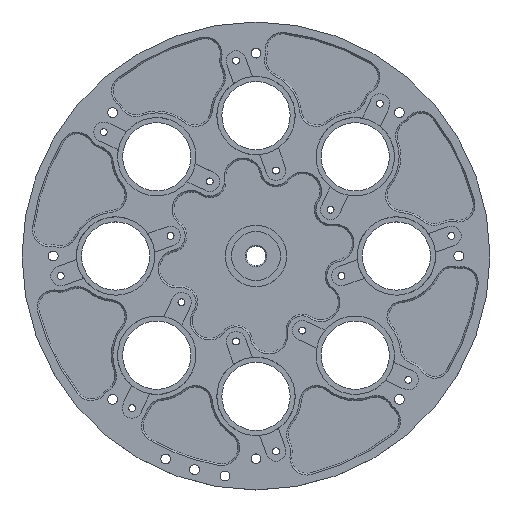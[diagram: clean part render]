
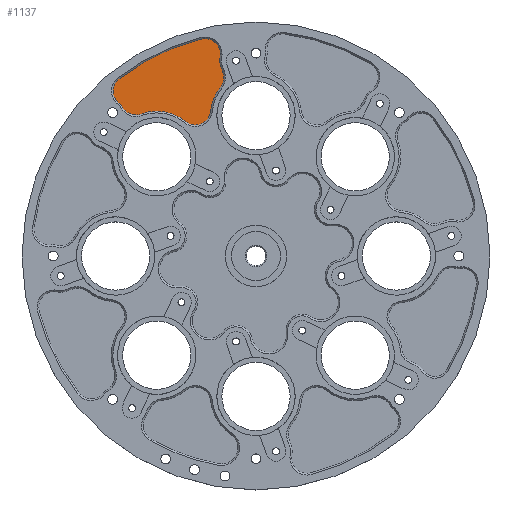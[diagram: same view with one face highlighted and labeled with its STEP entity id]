
A CAD part, top view. The second image highlights one B-rep face of the part: STEP entity #1137.
In plain terms, the highlighted planar face has unit normal (0, 0, 1).
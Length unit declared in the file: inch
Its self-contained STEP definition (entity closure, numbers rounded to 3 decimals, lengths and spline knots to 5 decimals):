
#2 = VERTEX_POINT ( 'NONE', #9010 ) ;
#92 = EDGE_CURVE ( 'NONE', #2, #4314, #10980, .T. ) ;
#187 = EDGE_CURVE ( 'NONE', #1510, #8132, #7616, .T. ) ;
#302 = CIRCLE ( 'NONE', #12043, 0.5825 ) ;
#492 = DIRECTION ( 'NONE',  ( 0., -1., 0. ) ) ;
#541 = AXIS2_PLACEMENT_3D ( 'NONE', #6992, #4872, #10285 ) ;
#609 = VECTOR ( 'NONE', #12631, 39.37008 ) ;
#610 = ORIENTED_EDGE ( 'NONE', *, *, #2360, .F. ) ;
#626 = VERTEX_POINT ( 'NONE', #3746 ) ;
#672 = EDGE_LOOP ( 'NONE', ( #6647, #6771, #13634, #610, #6631, #2488, #2016, #4936, #9180, #7041, #7531, #12150, #10277 ) ) ;
#875 = DIRECTION ( 'NONE',  ( 0., 0., -1. ) ) ;
#1003 = CARTESIAN_POINT ( 'NONE',  ( -1.54083, 1.80793, 0.08 ) ) ;
#1093 = CIRCLE ( 'NONE', #9861, 0.2 ) ;
#1137 = ADVANCED_FACE ( 'NONE', ( #2316 ), #10396, .F. ) ;
#1398 = DIRECTION ( 'NONE',  ( 0., 0., -1. ) ) ;
#1401 = DIRECTION ( 'NONE',  ( 0., 0., -1. ) ) ;
#1510 = VERTEX_POINT ( 'NONE', #5797 ) ;
#1517 = AXIS2_PLACEMENT_3D ( 'NONE', #6065, #8058, #9193 ) ;
#1752 = DIRECTION ( 'NONE',  ( 0., -1., 0. ) ) ;
#2016 = ORIENTED_EDGE ( 'NONE', *, *, #92, .F. ) ;
#2047 = AXIS2_PLACEMENT_3D ( 'NONE', #13213, #1401, #6670 ) ;
#2316 = FACE_OUTER_BOUND ( 'NONE', #672, .T. ) ;
#2360 = EDGE_CURVE ( 'NONE', #3636, #13675, #1093, .T. ) ;
#2460 = EDGE_CURVE ( 'NONE', #6370, #13964, #10721, .T. ) ;
#2466 = CARTESIAN_POINT ( 'NONE',  ( -0.45948, 2.5472, 0.08 ) ) ;
#2488 = ORIENTED_EDGE ( 'NONE', *, *, #8819, .F. ) ;
#2574 = VERTEX_POINT ( 'NONE', #6126 ) ;
#2626 = CARTESIAN_POINT ( 'NONE',  ( -0.45513, 2.16351, 0.08 ) ) ;
#2650 = CARTESIAN_POINT ( 'NONE',  ( -0.25642, 2.50449, 0.08 ) ) ;
#3499 = CARTESIAN_POINT ( 'NONE',  ( -1.75296, 1.95246, 0.08 ) ) ;
#3636 = VERTEX_POINT ( 'NONE', #3862 ) ;
#3746 = CARTESIAN_POINT ( 'NONE',  ( -0.45141, 2.43352, 0.08 ) ) ;
#3862 = CARTESIAN_POINT ( 'NONE',  ( -0.70428, 2.78225, 0.08 ) ) ;
#4034 = AXIS2_PLACEMENT_3D ( 'NONE', #5755, #6871, #4593 ) ;
#4314 = VERTEX_POINT ( 'NONE', #3499 ) ;
#4329 = DIRECTION ( 'NONE',  ( 0., -1., 0. ) ) ;
#4330 = EDGE_CURVE ( 'NONE', #13675, #626, #4562, .T. ) ;
#4464 = CARTESIAN_POINT ( 'NONE',  ( -0.6552, 2.58836, 0.08 ) ) ;
#4562 = CIRCLE ( 'NONE', #8410, 0.2075 ) ;
#4593 = DIRECTION ( 'NONE',  ( 0., -1., 0. ) ) ;
#4648 = DIRECTION ( 'NONE',  ( 0., 0., -1. ) ) ;
#4774 = CARTESIAN_POINT ( 'NONE',  ( -1.54083, 2.00793, 0.08 ) ) ;
#4872 = DIRECTION ( 'NONE',  ( 0., 0., -1. ) ) ;
#4936 = ORIENTED_EDGE ( 'NONE', *, *, #10116, .F. ) ;
#5052 = CARTESIAN_POINT ( 'NONE',  ( -0.43744, 2.39513, 0.08 ) ) ;
#5554 = CARTESIAN_POINT ( 'NONE',  ( -0.57949, 1.85908, 0.08 ) ) ;
#5684 = DIRECTION ( 'NONE',  ( 0., 0., 1. ) ) ;
#5755 = CARTESIAN_POINT ( 'NONE',  ( -1.54083, 2.00793, 0.08 ) ) ;
#5797 = CARTESIAN_POINT ( 'NONE',  ( -0.42346, 2.35674, 0.08 ) ) ;
#5878 = CIRCLE ( 'NONE', #12410, 0.2 ) ;
#5903 = DIRECTION ( 'NONE',  ( 0., 0., -1. ) ) ;
#5926 = AXIS2_PLACEMENT_3D ( 'NONE', #11083, #5684, #7080 ) ;
#5937 = EDGE_CURVE ( 'NONE', #9121, #2574, #5878, .T. ) ;
#6065 = CARTESIAN_POINT ( 'NONE',  ( -0.6114, 2.28833, 0.08 ) ) ;
#6104 = EDGE_CURVE ( 'NONE', #2574, #13981, #9616, .T. ) ;
#6126 = CARTESIAN_POINT ( 'NONE',  ( -0.77846, 1.67937, 0.08 ) ) ;
#6306 = CARTESIAN_POINT ( 'NONE',  ( -1.75525, 2.27068, 0.08 ) ) ;
#6370 = VERTEX_POINT ( 'NONE', #6630 ) ;
#6630 = CARTESIAN_POINT ( 'NONE',  ( -1.47232, 1.82003, 0.08 ) ) ;
#6631 = ORIENTED_EDGE ( 'NONE', *, *, #12248, .F. ) ;
#6647 = ORIENTED_EDGE ( 'NONE', *, *, #187, .F. ) ;
#6670 = DIRECTION ( 'NONE',  ( 0., -1., 0. ) ) ;
#6771 = ORIENTED_EDGE ( 'NONE', *, *, #13489, .T. ) ;
#6829 = AXIS2_PLACEMENT_3D ( 'NONE', #12383, #5903, #13441 ) ;
#6871 = DIRECTION ( 'NONE',  ( 0., 0., -1. ) ) ;
#6991 = DIRECTION ( 'NONE',  ( 0., 0., -1. ) ) ;
#6992 = CARTESIAN_POINT ( 'NONE',  ( 0., 0., 0.08 ) ) ;
#7041 = ORIENTED_EDGE ( 'NONE', *, *, #12334, .T. ) ;
#7080 = DIRECTION ( 'NONE',  ( 0., -1., 0. ) ) ;
#7531 = ORIENTED_EDGE ( 'NONE', *, *, #6104, .F. ) ;
#7616 = CIRCLE ( 'NONE', #1517, 0.2 ) ;
#8058 = DIRECTION ( 'NONE',  ( 0., 0., -1. ) ) ;
#8132 = VERTEX_POINT ( 'NONE', #2626 ) ;
#8159 = DIRECTION ( 'NONE',  ( 0., -1., 0. ) ) ;
#8190 = DIRECTION ( 'NONE',  ( 0., 0., 1. ) ) ;
#8250 = CARTESIAN_POINT ( 'NONE',  ( -1.27277, 1.27277, 0.08 ) ) ;
#8400 = CARTESIAN_POINT ( 'NONE',  ( -0.9048, 1.72433, 0.08 ) ) ;
#8410 = AXIS2_PLACEMENT_3D ( 'NONE', #2650, #8190, #492 ) ;
#8819 = EDGE_CURVE ( 'NONE', #4314, #9343, #11911, .T. ) ;
#9010 = CARTESIAN_POINT ( 'NONE',  ( -1.71464, 1.90898, 0.08 ) ) ;
#9121 = VERTEX_POINT ( 'NONE', #5554 ) ;
#9180 = ORIENTED_EDGE ( 'NONE', *, *, #2460, .F. ) ;
#9184 = DIRECTION ( 'NONE',  ( 0., 0., -1. ) ) ;
#9193 = DIRECTION ( 'NONE',  ( 0., -1., 0. ) ) ;
#9201 = CARTESIAN_POINT ( 'NONE',  ( -0.77846, 1.87937, 0.08 ) ) ;
#9343 = VERTEX_POINT ( 'NONE', #6306 ) ;
#9479 = AXIS2_PLACEMENT_3D ( 'NONE', #4774, #1398, #11291 ) ;
#9616 = CIRCLE ( 'NONE', #6829, 0.2 ) ;
#9861 = AXIS2_PLACEMENT_3D ( 'NONE', #4464, #10817, #4329 ) ;
#10031 = DIRECTION ( 'NONE',  ( 0., -1., 0. ) ) ;
#10077 = CARTESIAN_POINT ( 'NONE',  ( -1.63293, 2.11245, 0.08 ) ) ;
#10116 = EDGE_CURVE ( 'NONE', #13964, #2, #11084, .T. ) ;
#10277 = ORIENTED_EDGE ( 'NONE', *, *, #10996, .T. ) ;
#10285 = DIRECTION ( 'NONE',  ( 0., -1., 0. ) ) ;
#10396 = PLANE ( 'NONE',  #13422 ) ;
#10721 = CIRCLE ( 'NONE', #4034, 0.2 ) ;
#10817 = DIRECTION ( 'NONE',  ( 0., 0., -1. ) ) ;
#10980 = CIRCLE ( 'NONE', #5926, 0.1425 ) ;
#10996 = EDGE_CURVE ( 'NONE', #9121, #8132, #12512, .T. ) ;
#11083 = CARTESIAN_POINT ( 'NONE',  ( -1.83848, 1.83848, 0.08 ) ) ;
#11084 = CIRCLE ( 'NONE', #9479, 0.2 ) ;
#11291 = DIRECTION ( 'NONE',  ( 0., -1., 0. ) ) ;
#11815 = CIRCLE ( 'NONE', #541, 2.87 ) ;
#11911 = CIRCLE ( 'NONE', #12335, 0.2 ) ;
#12043 = AXIS2_PLACEMENT_3D ( 'NONE', #8250, #875, #1752 ) ;
#12150 = ORIENTED_EDGE ( 'NONE', *, *, #5937, .F. ) ;
#12248 = EDGE_CURVE ( 'NONE', #9343, #3636, #11815, .T. ) ;
#12334 = EDGE_CURVE ( 'NONE', #6370, #13981, #302, .T. ) ;
#12335 = AXIS2_PLACEMENT_3D ( 'NONE', #10077, #4648, #10031 ) ;
#12383 = CARTESIAN_POINT ( 'NONE',  ( -0.77846, 1.87937, 0.08 ) ) ;
#12410 = AXIS2_PLACEMENT_3D ( 'NONE', #9201, #6991, #8159 ) ;
#12440 = LINE ( 'NONE', #5052, #609 ) ;
#12482 = CARTESIAN_POINT ( 'NONE',  ( -0.40287, 1.67272, 0.08 ) ) ;
#12512 = CIRCLE ( 'NONE', #2047, 0.5825 ) ;
#12631 = DIRECTION ( 'NONE',  ( -0.342, 0.94, 0. ) ) ;
#13213 = CARTESIAN_POINT ( 'NONE',  ( 0., 1.79997, 0.08 ) ) ;
#13422 = AXIS2_PLACEMENT_3D ( 'NONE', #12482, #9184, #13632 ) ;
#13441 = DIRECTION ( 'NONE',  ( 0., -1., 0. ) ) ;
#13489 = EDGE_CURVE ( 'NONE', #1510, #626, #12440, .T. ) ;
#13632 = DIRECTION ( 'NONE',  ( -1., 0., 0. ) ) ;
#13634 = ORIENTED_EDGE ( 'NONE', *, *, #4330, .F. ) ;
#13675 = VERTEX_POINT ( 'NONE', #2466 ) ;
#13964 = VERTEX_POINT ( 'NONE', #1003 ) ;
#13981 = VERTEX_POINT ( 'NONE', #8400 ) ;
